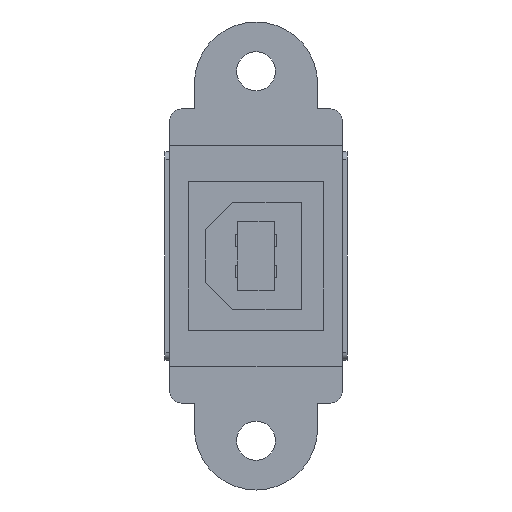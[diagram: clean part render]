
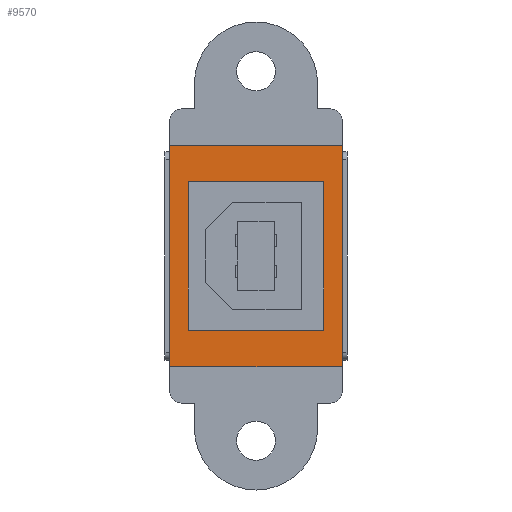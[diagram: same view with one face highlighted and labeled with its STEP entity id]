
A CAD part, left-side view. The second image highlights one B-rep face of the part: STEP entity #9570.
In plain terms, the highlighted face is planar.
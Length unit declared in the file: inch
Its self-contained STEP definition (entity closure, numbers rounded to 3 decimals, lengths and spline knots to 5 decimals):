
#440 = CARTESIAN_POINT ( 'NONE',  ( 0.35433, 0.27559, -0.27559 ) ) ;
#578 = VECTOR ( 'NONE', #598, 39.37008 ) ;
#587 = LINE ( 'NONE', #611, #578 ) ;
#598 = DIRECTION ( 'NONE',  ( -1., 0., 0. ) ) ;
#611 = CARTESIAN_POINT ( 'NONE',  ( -0.35433, 0.27559, -0.27559 ) ) ;
#645 = CARTESIAN_POINT ( 'NONE',  ( 0.2372, 0.21673, -0.27559 ) ) ;
#655 = DIRECTION ( 'NONE',  ( -1., 0., 0. ) ) ;
#656 = VECTOR ( 'NONE', #655, 39.37008 ) ;
#657 = CARTESIAN_POINT ( 'NONE',  ( -0.2372, 0.21673, -0.27559 ) ) ;
#658 = LINE ( 'NONE', #657, #656 ) ;
#721 = DIRECTION ( 'NONE',  ( 0., -1., 0. ) ) ;
#722 = VECTOR ( 'NONE', #721, 39.37008 ) ;
#724 = CARTESIAN_POINT ( 'NONE',  ( -0.35433, 0.27559, -0.27559 ) ) ;
#725 = CARTESIAN_POINT ( 'NONE',  ( 0.35433, 0.27559, -0.27559 ) ) ;
#727 = LINE ( 'NONE', #724, #722 ) ;
#728 = DIRECTION ( 'NONE',  ( 0., 1., 0. ) ) ;
#742 = LINE ( 'NONE', #725, #747 ) ;
#747 = VECTOR ( 'NONE', #728, 39.37008 ) ;
#774 = CARTESIAN_POINT ( 'NONE',  ( -0.35433, 0.27559, -0.27559 ) ) ;
#787 = DIRECTION ( 'NONE',  ( 1., 0., 0. ) ) ;
#788 = VECTOR ( 'NONE', #787, 39.37008 ) ;
#789 = CARTESIAN_POINT ( 'NONE',  ( -0.2372, -0.21673, -0.27559 ) ) ;
#794 = DIRECTION ( 'NONE',  ( 0., 1., 0. ) ) ;
#795 = VECTOR ( 'NONE', #794, 39.37008 ) ;
#796 = CARTESIAN_POINT ( 'NONE',  ( 0.2372, 0.21673, -0.27559 ) ) ;
#797 = LINE ( 'NONE', #789, #788 ) ;
#798 = CARTESIAN_POINT ( 'NONE',  ( 0.2372, -0.21673, -0.27559 ) ) ;
#803 = LINE ( 'NONE', #796, #795 ) ;
#1061 = CARTESIAN_POINT ( 'NONE',  ( -0.2372, 0.21673, -0.27559 ) ) ;
#1226 = PLANE ( 'NONE',  #1329 ) ;
#1227 = DIRECTION ( 'NONE',  ( 1., 0., 0. ) ) ;
#1233 = CARTESIAN_POINT ( 'NONE',  ( -0.2372, -0.21673, -0.27559 ) ) ;
#1276 = FACE_OUTER_BOUND ( 'NONE', #9479, .T. ) ;
#1278 = FACE_BOUND ( 'NONE', #9487, .T. ) ;
#1283 = CARTESIAN_POINT ( 'NONE',  ( -0.2372, 0.21673, -0.27559 ) ) ;
#1284 = LINE ( 'NONE', #1283, #1300 ) ;
#1300 = VECTOR ( 'NONE', #1321, 39.37008 ) ;
#1321 = DIRECTION ( 'NONE',  ( 0., -1., 0. ) ) ;
#1329 = AXIS2_PLACEMENT_3D ( 'NONE', #1374, #1373, #1227 ) ;
#1373 = DIRECTION ( 'NONE',  ( 0., 0., 1. ) ) ;
#1374 = CARTESIAN_POINT ( 'NONE',  ( -0.35433, -0.27559, -0.27559 ) ) ;
#6060 = CARTESIAN_POINT ( 'NONE',  ( -0.35433, -0.27559, -0.27559 ) ) ;
#6156 = DIRECTION ( 'NONE',  ( 1., 0., 0. ) ) ;
#6157 = VECTOR ( 'NONE', #6156, 39.37008 ) ;
#6168 = CARTESIAN_POINT ( 'NONE',  ( -0.35433, -0.27559, -0.27559 ) ) ;
#6169 = LINE ( 'NONE', #6168, #6157 ) ;
#6198 = CARTESIAN_POINT ( 'NONE',  ( 0.35433, -0.27559, -0.27559 ) ) ;
#9320 = VERTEX_POINT ( 'NONE', #645 ) ;
#9321 = ORIENTED_EDGE ( 'NONE', *, *, #9482, .F. ) ;
#9323 = ORIENTED_EDGE ( 'NONE', *, *, #10087, .T. ) ;
#9324 = ORIENTED_EDGE ( 'NONE', *, *, #9500, .T. ) ;
#9331 = EDGE_CURVE ( 'NONE', #9320, #9741, #658, .T. ) ;
#9348 = VERTEX_POINT ( 'NONE', #440 ) ;
#9425 = EDGE_CURVE ( 'NONE', #9348, #9507, #587, .T. ) ;
#9451 = ORIENTED_EDGE ( 'NONE', *, *, #9425, .T. ) ;
#9479 = EDGE_LOOP ( 'NONE', ( #9480, #9323, #9324, #9451 ) ) ;
#9480 = ORIENTED_EDGE ( 'NONE', *, *, #9496, .T. ) ;
#9481 = EDGE_CURVE ( 'NONE', #9483, #9320, #803, .T. ) ;
#9482 = EDGE_CURVE ( 'NONE', #9549, #9483, #797, .T. ) ;
#9483 = VERTEX_POINT ( 'NONE', #798 ) ;
#9487 = EDGE_LOOP ( 'NONE', ( #9568, #9639, #9601, #9321 ) ) ;
#9496 = EDGE_CURVE ( 'NONE', #9507, #10102, #727, .T. ) ;
#9500 = EDGE_CURVE ( 'NONE', #10107, #9348, #742, .T. ) ;
#9507 = VERTEX_POINT ( 'NONE', #774 ) ;
#9549 = VERTEX_POINT ( 'NONE', #1233 ) ;
#9568 = ORIENTED_EDGE ( 'NONE', *, *, #9606, .F. ) ;
#9570 = ADVANCED_FACE ( 'NONE', ( #1278, #1276 ), #1226, .T. ) ;
#9601 = ORIENTED_EDGE ( 'NONE', *, *, #9481, .F. ) ;
#9606 = EDGE_CURVE ( 'NONE', #9741, #9549, #1284, .T. ) ;
#9639 = ORIENTED_EDGE ( 'NONE', *, *, #9331, .F. ) ;
#9741 = VERTEX_POINT ( 'NONE', #1061 ) ;
#10087 = EDGE_CURVE ( 'NONE', #10102, #10107, #6169, .T. ) ;
#10102 = VERTEX_POINT ( 'NONE', #6060 ) ;
#10107 = VERTEX_POINT ( 'NONE', #6198 ) ;
